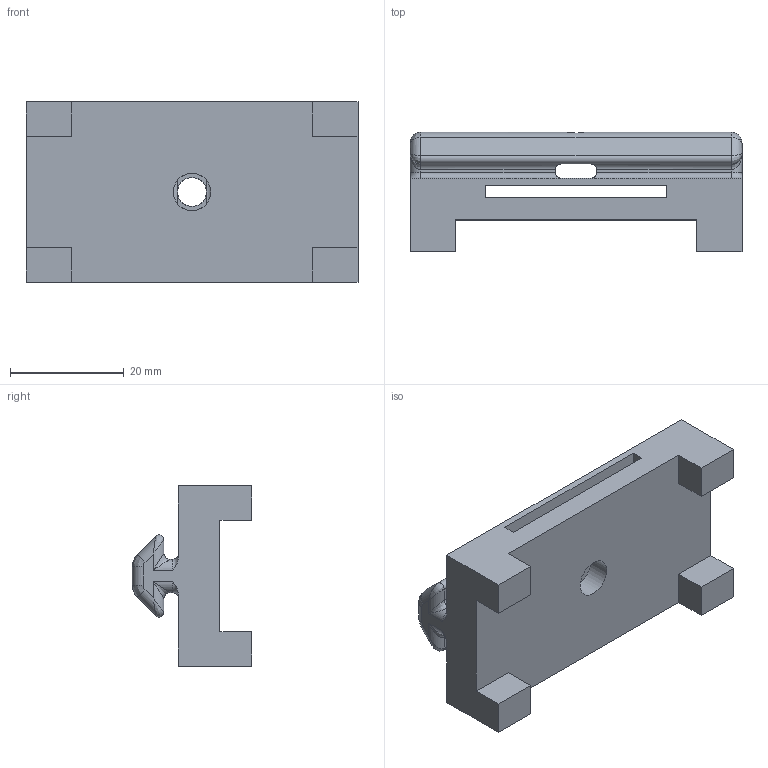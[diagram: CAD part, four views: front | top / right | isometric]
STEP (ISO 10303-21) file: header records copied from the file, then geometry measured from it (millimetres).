
FILE_DESCRIPTION(/* description */ (''),/* implementation_level */ '2;1');
FILE_NAME(/* name */ '23_water_hldr_adapter.stp',/* time_stamp */ '2022-04-27T09:23:59-04:00',/* author */ (''),/* organization */ (''),/* preprocessor_version */ 'ST-DEVELOPER v18.102',/* originating_system */ 'SIEMENS PLM Software NX 2023',/* authorisation */ '');
FILE_SCHEMA (('AP203_CONFIGURATION_CONTROLLED_3D_DESIGN_OF_MECHANICAL_PARTS_AND_ASSEMBLIES_MIM_LF { 1 0 10303 403 2 1 2}'));
Length unit declared in the file: inch
Products named in the file (1): BOX_design_for_file_export_objects
Bounding box: 58.42 x 21.01 x 31.75 mm (x, y, z)
Volume: 16485.2 mm3; surface area: 9379.7 mm2
Topology: 1 solids, 1 shells, 88 faces, 239 edges, 140 vertices
Faces by surface type: plane 35, cylinder 35, bspline 14, torus 4
Full cylindrical faces by diameter (mm): 5.08 x1, 6.604 x2
Entity records: 3216 total; most frequent: CARTESIAN_POINT 1015, ORIENTED_EDGE 450, DIRECTION 434, EDGE_CURVE 225, AXIS2_PLACEMENT_3D 150, VERTEX_POINT 137, LINE 134, VECTOR 134
